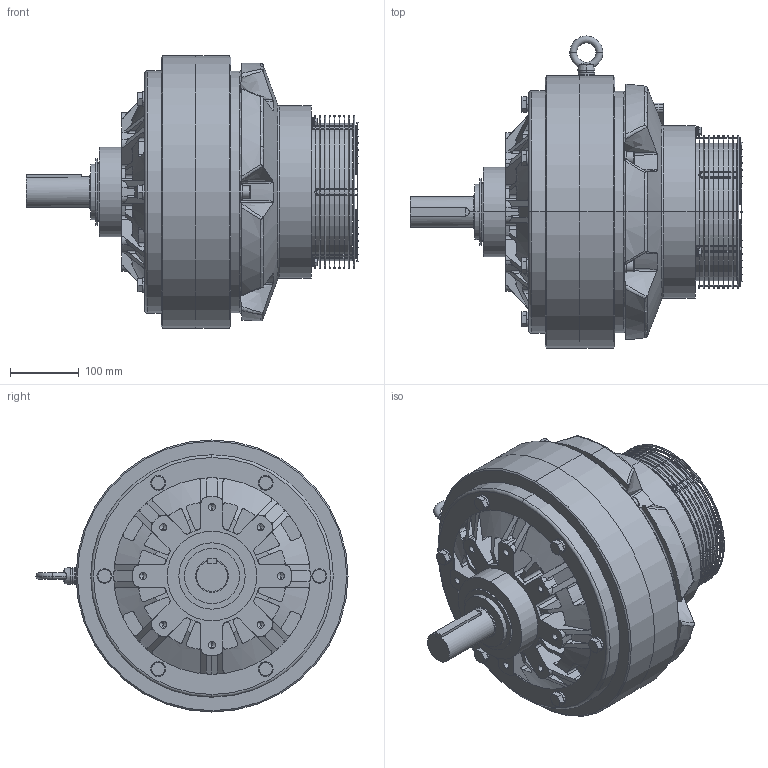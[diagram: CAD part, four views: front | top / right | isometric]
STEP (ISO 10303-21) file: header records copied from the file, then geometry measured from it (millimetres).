
FILE_DESCRIPTION (( 'STEP AP203' ), '1' );
FILE_NAME ('YPP616713.STEP', '2020-12-25T01:31:15', ( '' ), ( '' ), 'SwSTEP 2.0', 'SolidWorks 2016', '' );
FILE_SCHEMA (( 'CONFIG_CONTROL_DESIGN' ));
Length unit declared in the file: millimetre
Products named in the file (1): YPP616713
Bounding box: 481.99 x 453 x 395 mm (x, y, z)
Volume: 26945929.6 mm3; surface area: 1050937.8 mm2
Topology: 61 solids, 61 shells, 1045 faces, 2563 edges, 1614 vertices
Faces by surface type: cylinder 415, plane 310, torus 144, cone 134, bspline 42
Entity records: 35420 total; most frequent: CARTESIAN_POINT 11131, DIRECTION 5116, ORIENTED_EDGE 5058, EDGE_CURVE 2529, AXIS2_PLACEMENT_3D 2126, VERTEX_POINT 1614, CIRCLE 1122, EDGE_LOOP 1093
